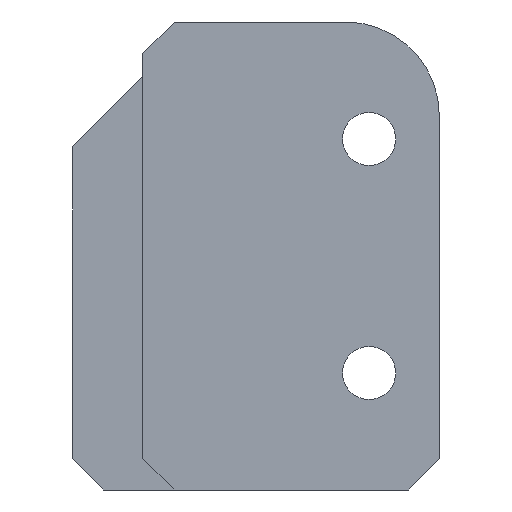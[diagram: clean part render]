
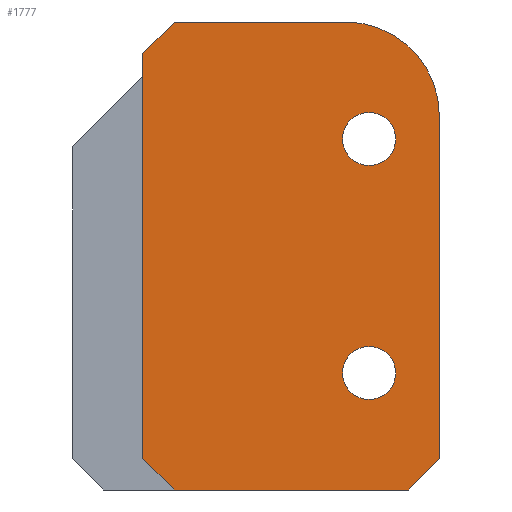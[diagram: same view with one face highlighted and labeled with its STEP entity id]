
A CAD part, front view. The second image highlights one B-rep face of the part: STEP entity #1777.
In plain terms, the highlighted planar face has unit normal (0, -1, 0).
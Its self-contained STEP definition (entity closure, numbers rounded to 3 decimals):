
#12 = CARTESIAN_POINT ( 'NONE',  ( 19., -7.25, 20.8 ) ) ;
#28 = VERTEX_POINT ( 'NONE', #954 ) ;
#30 = EDGE_LOOP ( 'NONE', ( #1493, #1022 ) ) ;
#34 = CARTESIAN_POINT ( 'NONE',  ( 19., -7.25, 24.2 ) ) ;
#36 = EDGE_CURVE ( 'NONE', #1686, #335, #504, .T. ) ;
#40 = DIRECTION ( 'NONE',  ( 0., 1., 0. ) ) ;
#49 = EDGE_CURVE ( 'NONE', #1600, #307, #799, .T. ) ;
#135 = LINE ( 'NONE', #420, #798 ) ;
#169 = EDGE_CURVE ( 'NONE', #737, #1310, #642, .T. ) ;
#171 = CARTESIAN_POINT ( 'NONE',  ( 19., -7.25, 22.5 ) ) ;
#185 = DIRECTION ( 'NONE',  ( 0., 0., 1. ) ) ;
#237 = DIRECTION ( 'NONE',  ( 0., 0., -1. ) ) ;
#252 = CARTESIAN_POINT ( 'NONE',  ( 4.5, -7.25, 2. ) ) ;
#269 = DIRECTION ( 'NONE',  ( 0.707, 0., 0.707 ) ) ;
#272 = CARTESIAN_POINT ( 'NONE',  ( 19., -7.25, 5.8 ) ) ;
#291 = LINE ( 'NONE', #1391, #1509 ) ;
#302 = DIRECTION ( 'NONE',  ( 0., 0., 1. ) ) ;
#307 = VERTEX_POINT ( 'NONE', #958 ) ;
#321 = DIRECTION ( 'NONE',  ( 0.707, 0., -0.707 ) ) ;
#335 = VERTEX_POINT ( 'NONE', #272 ) ;
#348 = ORIENTED_EDGE ( 'NONE', *, *, #1298, .T. ) ;
#374 = CARTESIAN_POINT ( 'NONE',  ( 6.5, -7.25, 30. ) ) ;
#389 = CARTESIAN_POINT ( 'NONE',  ( 23.5, -7.25, 24. ) ) ;
#420 = CARTESIAN_POINT ( 'NONE',  ( 4.5, -7.25, 30. ) ) ;
#428 = CARTESIAN_POINT ( 'NONE',  ( 4.5, -7.25, 2. ) ) ;
#492 = CARTESIAN_POINT ( 'NONE',  ( 4.5, -7.25, 30. ) ) ;
#497 = EDGE_CURVE ( 'NONE', #28, #855, #291, .T. ) ;
#504 = CIRCLE ( 'NONE', #1507, 1.7 ) ;
#508 = ORIENTED_EDGE ( 'NONE', *, *, #806, .T. ) ;
#516 = CARTESIAN_POINT ( 'NONE',  ( 19., -7.25, 22.5 ) ) ;
#520 = CARTESIAN_POINT ( 'NONE',  ( 17.5, -7.25, 30. ) ) ;
#530 = DIRECTION ( 'NONE',  ( 0., 0., 1. ) ) ;
#539 = CARTESIAN_POINT ( 'NONE',  ( 4.5, -7.25, 28. ) ) ;
#547 = DIRECTION ( 'NONE',  ( -0.707, 0., -0.707 ) ) ;
#566 = VERTEX_POINT ( 'NONE', #12 ) ;
#584 = ORIENTED_EDGE ( 'NONE', *, *, #1362, .T. ) ;
#642 = LINE ( 'NONE', #374, #1137 ) ;
#675 = DIRECTION ( 'NONE',  ( 0., 1., 0. ) ) ;
#683 = ORIENTED_EDGE ( 'NONE', *, *, #928, .T. ) ;
#700 = DIRECTION ( 'NONE',  ( 1., 0., 0. ) ) ;
#701 = FACE_BOUND ( 'NONE', #30, .T. ) ;
#722 = ORIENTED_EDGE ( 'NONE', *, *, #36, .T. ) ;
#737 = VERTEX_POINT ( 'NONE', #1090 ) ;
#756 = VERTEX_POINT ( 'NONE', #252 ) ;
#798 = VECTOR ( 'NONE', #974, 1000. ) ;
#799 = LINE ( 'NONE', #1742, #1623 ) ;
#800 = DIRECTION ( 'NONE',  ( 1., 0., 0. ) ) ;
#806 = EDGE_CURVE ( 'NONE', #1600, #1212, #1084, .T. ) ;
#842 = FACE_BOUND ( 'NONE', #1739, .T. ) ;
#855 = VERTEX_POINT ( 'NONE', #1231 ) ;
#857 = DIRECTION ( 'NONE',  ( 0., 1., 0. ) ) ;
#910 = AXIS2_PLACEMENT_3D ( 'NONE', #1670, #857, #1508 ) ;
#928 = EDGE_CURVE ( 'NONE', #335, #1686, #1684, .T. ) ;
#943 = AXIS2_PLACEMENT_3D ( 'NONE', #171, #1114, #302 ) ;
#944 = CIRCLE ( 'NONE', #1313, 1.7 ) ;
#954 = CARTESIAN_POINT ( 'NONE',  ( 6.5, -7.25, 0. ) ) ;
#955 = LINE ( 'NONE', #1229, #1396 ) ;
#958 = CARTESIAN_POINT ( 'NONE',  ( 23.5, -7.25, 2. ) ) ;
#974 = DIRECTION ( 'NONE',  ( 0., 0., -1. ) ) ;
#1022 = ORIENTED_EDGE ( 'NONE', *, *, #1582, .T. ) ;
#1067 = DIRECTION ( 'NONE',  ( 0., 0., 1. ) ) ;
#1071 = CARTESIAN_POINT ( 'NONE',  ( 17.5, -7.25, 24. ) ) ;
#1084 = CIRCLE ( 'NONE', #1596, 6. ) ;
#1090 = CARTESIAN_POINT ( 'NONE',  ( 6.5, -7.25, 30. ) ) ;
#1114 = DIRECTION ( 'NONE',  ( 0., 1., 0. ) ) ;
#1136 = EDGE_CURVE ( 'NONE', #737, #1212, #1588, .T. ) ;
#1137 = VECTOR ( 'NONE', #547, 1000. ) ;
#1185 = DIRECTION ( 'NONE',  ( 0., -1., 0. ) ) ;
#1191 = DIRECTION ( 'NONE',  ( 0., 1., 0. ) ) ;
#1212 = VERTEX_POINT ( 'NONE', #520 ) ;
#1229 = CARTESIAN_POINT ( 'NONE',  ( 23.5, -7.25, 2. ) ) ;
#1231 = CARTESIAN_POINT ( 'NONE',  ( 21.5, -7.25, 0. ) ) ;
#1241 = LINE ( 'NONE', #428, #1286 ) ;
#1248 = CARTESIAN_POINT ( 'NONE',  ( 4.5, -7.25, 30. ) ) ;
#1270 = PLANE ( 'NONE',  #1629 ) ;
#1273 = EDGE_LOOP ( 'NONE', ( #1624, #508, #1294, #1532, #348, #1497, #1554, #584 ) ) ;
#1286 = VECTOR ( 'NONE', #321, 1000. ) ;
#1294 = ORIENTED_EDGE ( 'NONE', *, *, #1136, .F. ) ;
#1298 = EDGE_CURVE ( 'NONE', #1310, #756, #135, .T. ) ;
#1310 = VERTEX_POINT ( 'NONE', #539 ) ;
#1313 = AXIS2_PLACEMENT_3D ( 'NONE', #516, #675, #1749 ) ;
#1345 = EDGE_CURVE ( 'NONE', #1453, #566, #1481, .T. ) ;
#1362 = EDGE_CURVE ( 'NONE', #855, #307, #955, .T. ) ;
#1391 = CARTESIAN_POINT ( 'NONE',  ( 4.5, -7.25, 0. ) ) ;
#1396 = VECTOR ( 'NONE', #269, 1000. ) ;
#1405 = FACE_OUTER_BOUND ( 'NONE', #1273, .T. ) ;
#1453 = VERTEX_POINT ( 'NONE', #34 ) ;
#1481 = CIRCLE ( 'NONE', #943, 1.7 ) ;
#1493 = ORIENTED_EDGE ( 'NONE', *, *, #1345, .T. ) ;
#1495 = CARTESIAN_POINT ( 'NONE',  ( 19., -7.25, 7.5 ) ) ;
#1497 = ORIENTED_EDGE ( 'NONE', *, *, #1672, .T. ) ;
#1507 = AXIS2_PLACEMENT_3D ( 'NONE', #1495, #1191, #1067 ) ;
#1508 = DIRECTION ( 'NONE',  ( 0., 0., 1. ) ) ;
#1509 = VECTOR ( 'NONE', #700, 1000. ) ;
#1532 = ORIENTED_EDGE ( 'NONE', *, *, #169, .T. ) ;
#1554 = ORIENTED_EDGE ( 'NONE', *, *, #497, .T. ) ;
#1582 = EDGE_CURVE ( 'NONE', #566, #1453, #944, .T. ) ;
#1588 = LINE ( 'NONE', #492, #1598 ) ;
#1596 = AXIS2_PLACEMENT_3D ( 'NONE', #1071, #1185, #530 ) ;
#1598 = VECTOR ( 'NONE', #800, 1000. ) ;
#1600 = VERTEX_POINT ( 'NONE', #389 ) ;
#1623 = VECTOR ( 'NONE', #237, 1000. ) ;
#1624 = ORIENTED_EDGE ( 'NONE', *, *, #49, .F. ) ;
#1629 = AXIS2_PLACEMENT_3D ( 'NONE', #1248, #40, #185 ) ;
#1670 = CARTESIAN_POINT ( 'NONE',  ( 19., -7.25, 7.5 ) ) ;
#1672 = EDGE_CURVE ( 'NONE', #756, #28, #1241, .T. ) ;
#1684 = CIRCLE ( 'NONE', #910, 1.7 ) ;
#1686 = VERTEX_POINT ( 'NONE', #1693 ) ;
#1693 = CARTESIAN_POINT ( 'NONE',  ( 19., -7.25, 9.2 ) ) ;
#1739 = EDGE_LOOP ( 'NONE', ( #722, #683 ) ) ;
#1742 = CARTESIAN_POINT ( 'NONE',  ( 23.5, -7.25, 30. ) ) ;
#1749 = DIRECTION ( 'NONE',  ( 0., 0., 1. ) ) ;
#1777 = ADVANCED_FACE ( 'NONE', ( #842, #701, #1405 ), #1270, .F. ) ;
